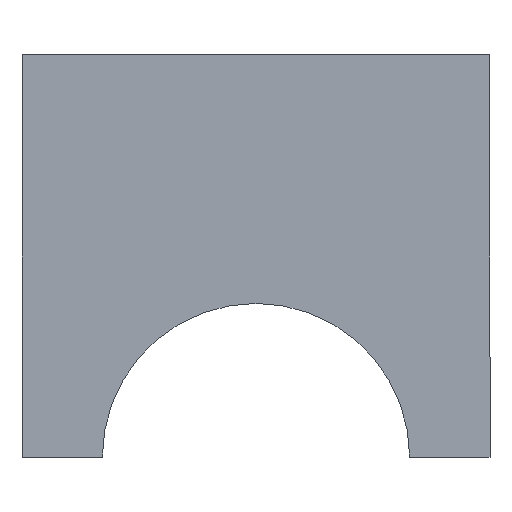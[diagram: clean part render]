
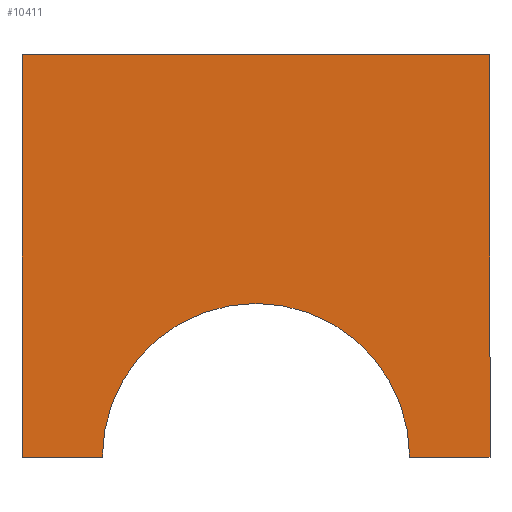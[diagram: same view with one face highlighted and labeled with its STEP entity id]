
A CAD part, front view. The second image highlights one B-rep face of the part: STEP entity #10411.
In plain terms, the highlighted planar face has unit normal (0, -1, 0).
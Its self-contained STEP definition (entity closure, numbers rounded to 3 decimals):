
#368 = DIRECTION ( 'NONE',  ( -1., 0., 0. ) ) ;
#725 = VERTEX_POINT ( 'NONE', #2635 ) ;
#752 = EDGE_CURVE ( 'NONE', #11696, #1888, #1855, .T. ) ;
#1251 = LINE ( 'NONE', #2669, #12967 ) ;
#1295 = PLANE ( 'NONE',  #7299 ) ;
#1399 = DIRECTION ( 'NONE',  ( 0., 1., 0. ) ) ;
#1405 = VECTOR ( 'NONE', #368, 1000. ) ;
#1453 = CARTESIAN_POINT ( 'NONE',  ( -16., 0., 0. ) ) ;
#1743 = DIRECTION ( 'NONE',  ( 0., 0., 1. ) ) ;
#1855 = LINE ( 'NONE', #3724, #14531 ) ;
#1874 = VERTEX_POINT ( 'NONE', #9012 ) ;
#1888 = VERTEX_POINT ( 'NONE', #15157 ) ;
#2635 = CARTESIAN_POINT ( 'NONE',  ( -10.505, 0., -27.5 ) ) ;
#2669 = CARTESIAN_POINT ( 'NONE',  ( 16., 0., 0. ) ) ;
#3626 = ORIENTED_EDGE ( 'NONE', *, *, #13283, .F. ) ;
#3724 = CARTESIAN_POINT ( 'NONE',  ( -16., 0., 0. ) ) ;
#3929 = DIRECTION ( 'NONE',  ( 0., 0., 1. ) ) ;
#4012 = ORIENTED_EDGE ( 'NONE', *, *, #9853, .F. ) ;
#4108 = EDGE_CURVE ( 'NONE', #1888, #10213, #1251, .T. ) ;
#4866 = ORIENTED_EDGE ( 'NONE', *, *, #752, .F. ) ;
#5162 = DIRECTION ( 'NONE',  ( 1., 0., 0. ) ) ;
#5546 = CARTESIAN_POINT ( 'NONE',  ( -16., 0., -27.5 ) ) ;
#6200 = VECTOR ( 'NONE', #7411, 1000. ) ;
#6905 = ORIENTED_EDGE ( 'NONE', *, *, #4108, .F. ) ;
#6965 = LINE ( 'NONE', #8634, #6200 ) ;
#7299 = AXIS2_PLACEMENT_3D ( 'NONE', #8816, #1399, #3929 ) ;
#7374 = FACE_OUTER_BOUND ( 'NONE', #9638, .T. ) ;
#7411 = DIRECTION ( 'NONE',  ( -1., 0., 0. ) ) ;
#7576 = DIRECTION ( 'NONE',  ( 0., 0., -1. ) ) ;
#7605 = AXIS2_PLACEMENT_3D ( 'NONE', #11509, #15208, #1743 ) ;
#8081 = ORIENTED_EDGE ( 'NONE', *, *, #13414, .F. ) ;
#8634 = CARTESIAN_POINT ( 'NONE',  ( 10.505, 0., -27.5 ) ) ;
#8816 = CARTESIAN_POINT ( 'NONE',  ( 0., 0., -27.5 ) ) ;
#9012 = CARTESIAN_POINT ( 'NONE',  ( 10.505, 0., -27.5 ) ) ;
#9246 = LINE ( 'NONE', #15483, #10782 ) ;
#9358 = VERTEX_POINT ( 'NONE', #5546 ) ;
#9542 = DIRECTION ( 'NONE',  ( 0., 0., 1. ) ) ;
#9638 = EDGE_LOOP ( 'NONE', ( #9812, #8081, #6905, #4866, #3626, #4012 ) ) ;
#9812 = ORIENTED_EDGE ( 'NONE', *, *, #14860, .F. ) ;
#9853 = EDGE_CURVE ( 'NONE', #725, #9358, #13315, .T. ) ;
#10213 = VERTEX_POINT ( 'NONE', #14360 ) ;
#10411 = ADVANCED_FACE ( 'NONE', ( #7374 ), #1295, .F. ) ;
#10782 = VECTOR ( 'NONE', #9542, 1000. ) ;
#11509 = CARTESIAN_POINT ( 'NONE',  ( 0., 0., -27.5 ) ) ;
#11696 = VERTEX_POINT ( 'NONE', #1453 ) ;
#12967 = VECTOR ( 'NONE', #7576, 1000. ) ;
#13283 = EDGE_CURVE ( 'NONE', #9358, #11696, #9246, .T. ) ;
#13315 = LINE ( 'NONE', #13826, #1405 ) ;
#13414 = EDGE_CURVE ( 'NONE', #10213, #1874, #6965, .T. ) ;
#13826 = CARTESIAN_POINT ( 'NONE',  ( -16., 0., -27.5 ) ) ;
#14360 = CARTESIAN_POINT ( 'NONE',  ( 16., 0., -27.5 ) ) ;
#14531 = VECTOR ( 'NONE', #5162, 1000. ) ;
#14860 = EDGE_CURVE ( 'NONE', #1874, #725, #14873, .T. ) ;
#14873 = CIRCLE ( 'NONE', #7605, 10.505 ) ;
#15157 = CARTESIAN_POINT ( 'NONE',  ( 16., 0., 0. ) ) ;
#15208 = DIRECTION ( 'NONE',  ( 0., -1., 0. ) ) ;
#15483 = CARTESIAN_POINT ( 'NONE',  ( -16., 0., 0. ) ) ;
